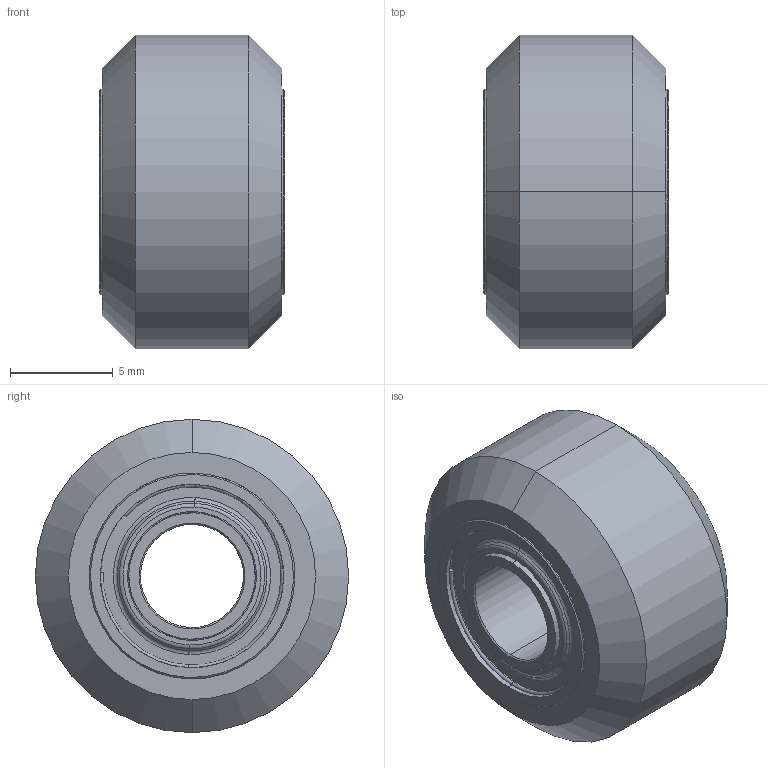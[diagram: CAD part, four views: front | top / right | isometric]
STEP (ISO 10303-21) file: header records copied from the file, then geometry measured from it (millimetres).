
FILE_DESCRIPTION (( 'STEP AP203' ), '1' );
FILE_NAME ('615452 assembly.STEP', '2018-03-08T20:51:45', ( '' ), ( '' ), 'SwSTEP 2.0', 'SolidWorks 2016', '' );
FILE_SCHEMA (( 'CONFIG_CONTROL_DESIGN' ));
Length unit declared in the file: inch
Products named in the file (3): 535229; 615452; 615452 assembly
Assembly tree (3 placements, depth 2):
  615452 assembly
    615452
    535229  x2
Bounding box: 9 x 15.21 x 15.21 mm (x, y, z)
Volume: 1221.4 mm3; surface area: 1670.4 mm2
Topology: 7 solids, 7 shells, 168 faces, 328 edges, 196 vertices
Faces by surface type: cylinder 48, cone 44, torus 40, plane 36
Entity records: 2731 total; most frequent: DIRECTION 504, CARTESIAN_POINT 386, ORIENTED_EDGE 360, AXIS2_PLACEMENT_3D 226, EDGE_CURVE 180, CIRCLE 128, VERTEX_POINT 108, EDGE_LOOP 108
